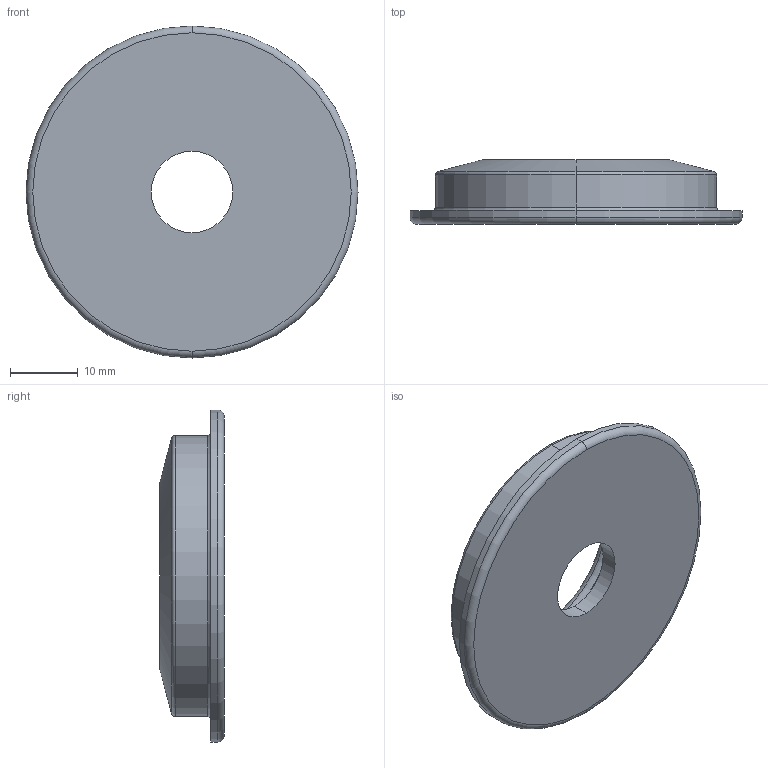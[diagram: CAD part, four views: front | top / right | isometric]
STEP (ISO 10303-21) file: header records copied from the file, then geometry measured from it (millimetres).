
FILE_DESCRIPTION (( 'STEP AP214' ), '1' );
FILE_NAME ('098eg050.STEP', '2014-08-13T09:01:50', ( '' ), ( '' ), 'SwSTEP 2.0', 'SolidWorks 2014', '' );
FILE_SCHEMA (( 'AUTOMOTIVE_DESIGN' ));
Length unit declared in the file: millimetre
Products named in the file (1): 098eg050
Bounding box: 49 x 9.53 x 49 mm (x, y, z)
Volume: 9202.5 mm3; surface area: 5170.5 mm2
Topology: 1 solids, 1 shells, 25 faces, 50 edges, 28 vertices
Faces by surface type: torus 12, cylinder 8, plane 3, cone 2
Entity records: 694 total; most frequent: DIRECTION 142, CARTESIAN_POINT 104, ORIENTED_EDGE 100, AXIS2_PLACEMENT_3D 66, EDGE_CURVE 50, CIRCLE 40, VERTEX_POINT 28, EDGE_LOOP 28
